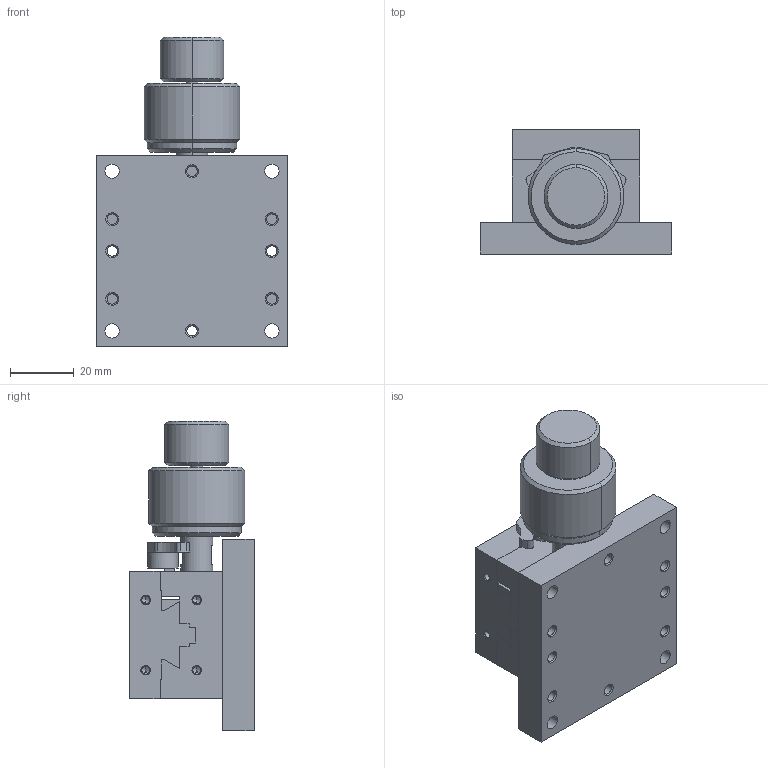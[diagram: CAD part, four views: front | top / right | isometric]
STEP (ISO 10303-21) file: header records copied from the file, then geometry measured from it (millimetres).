
FILE_DESCRIPTION( ( '' ), '1' );
FILE_NAME( 'XSFG40.stp', '2020-11-08T12:04:12', ( '' ), ( '' ), ' ', ' ', ' ' );
FILE_SCHEMA( ( 'CONFIG_CONTROL_DESIGN' ) );
Length unit declared in the file: millimetre
Products named in the file (4): 1; 2; 3; 4
Bounding box: 60 x 39 x 97 mm (x, y, z)
Volume: 99673.3 mm3; surface area: 31677.6 mm2
Topology: 4 solids, 4 shells, 290 faces, 685 edges, 418 vertices
Faces by surface type: plane 106, cylinder 96, cone 88
Entity records: 8403 total; most frequent: DIRECTION 1531, CARTESIAN_POINT 1381, ORIENTED_EDGE 1338, EDGE_CURVE 669, AXIS2_PLACEMENT_3D 568, VERTEX_POINT 418, LINE 395, VECTOR 395
